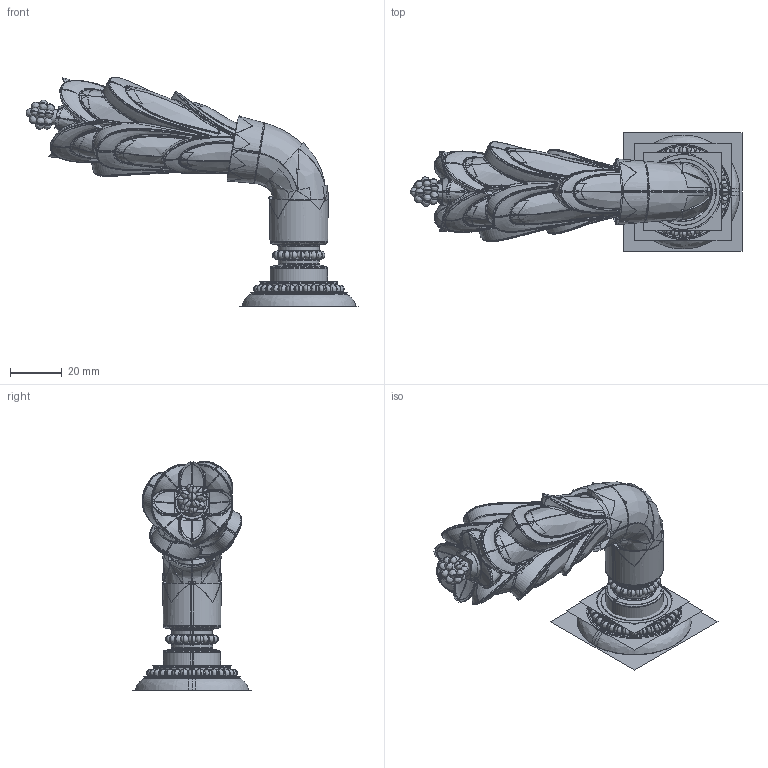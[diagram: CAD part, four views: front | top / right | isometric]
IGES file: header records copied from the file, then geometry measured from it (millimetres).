
Start section:  PTC IGES file: 1040-TRLV-XXXX-XX.igs
Global section: file name: 1040-TRLV-XXXX-XX.igs; native system: Creo Elements/Pro by Parametric Technology Corporation; preprocessor: 2015070; author: cheap; organization: Unknown; date: 20200319.153116; units: inch
Bounding box: 128.21 x 45.73 x 88.64 mm (x, y, z)
Volume: 243277.3 mm3; surface area: 290527 mm2
Topology: 5 solids, 5 shells, 1874 faces, 12397 edges, 17145 vertices
Faces by surface type: bspline 1018, revolution 856
